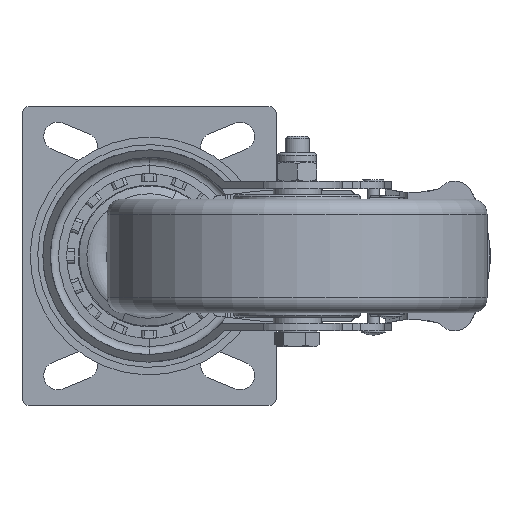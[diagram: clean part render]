
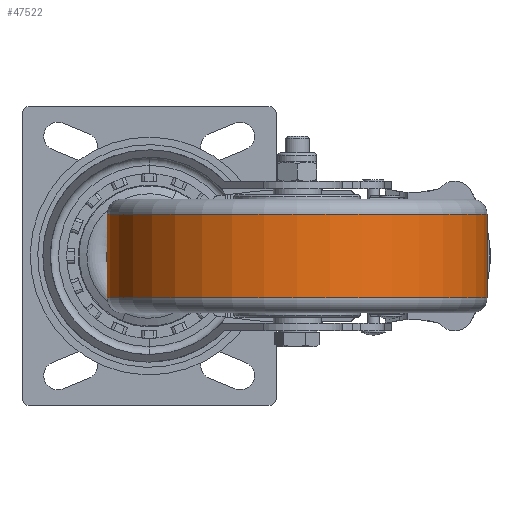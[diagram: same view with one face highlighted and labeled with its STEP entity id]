
A CAD part, front view. The second image highlights one B-rep face of the part: STEP entity #47522.
In plain terms, the highlighted cylindrical face has radius 63.5 mm (diameter 127 mm), a partial arc.
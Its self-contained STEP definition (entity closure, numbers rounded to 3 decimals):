
#69 = VECTOR ( 'NONE', #51867, 1000. ) ;
#3051 = EDGE_CURVE ( 'NONE', #6870, #31939, #51199, .T. ) ;
#4786 = EDGE_CURVE ( 'NONE', #38526, #13741, #26032, .T. ) ;
#6645 = FACE_OUTER_BOUND ( 'NONE', #33100, .T. ) ;
#6870 = VERTEX_POINT ( 'NONE', #23021 ) ;
#8402 = ORIENTED_EDGE ( 'NONE', *, *, #37588, .T. ) ;
#8813 = CARTESIAN_POINT ( 'NONE',  ( 49.5, -94.5, 32.226 ) ) ;
#8916 = CARTESIAN_POINT ( 'NONE',  ( 113., -94.5, 32.226 ) ) ;
#11499 = CYLINDRICAL_SURFACE ( 'NONE', #13169, 63.5 ) ;
#13169 = AXIS2_PLACEMENT_3D ( 'NONE', #8813, #44529, #40267 ) ;
#13741 = VERTEX_POINT ( 'NONE', #53213 ) ;
#13875 = DIRECTION ( 'NONE',  ( 0., 0., -1. ) ) ;
#20619 = CARTESIAN_POINT ( 'NONE',  ( -14., -94.5, -14. ) ) ;
#22293 = CARTESIAN_POINT ( 'NONE',  ( -14., -94.5, 14. ) ) ;
#22633 = CARTESIAN_POINT ( 'NONE',  ( 49.5, -94.5, 14. ) ) ;
#23021 = CARTESIAN_POINT ( 'NONE',  ( 113., -94.5, 14. ) ) ;
#25508 = EDGE_CURVE ( 'NONE', #38526, #31939, #31492, .T. ) ;
#25939 = AXIS2_PLACEMENT_3D ( 'NONE', #51108, #29464, #47036 ) ;
#26032 = CIRCLE ( 'NONE', #25939, 63.5 ) ;
#29464 = DIRECTION ( 'NONE',  ( 0., 0., 1. ) ) ;
#30015 = CARTESIAN_POINT ( 'NONE',  ( -14., -94.5, 32.226 ) ) ;
#31492 = LINE ( 'NONE', #30015, #69 ) ;
#31939 = VERTEX_POINT ( 'NONE', #22293 ) ;
#33100 = EDGE_LOOP ( 'NONE', ( #46093, #40678, #8402, #57108 ) ) ;
#34110 = AXIS2_PLACEMENT_3D ( 'NONE', #22633, #13875, #37305 ) ;
#37305 = DIRECTION ( 'NONE',  ( 1., 0., 0. ) ) ;
#37588 = EDGE_CURVE ( 'NONE', #13741, #6870, #57183, .T. ) ;
#38526 = VERTEX_POINT ( 'NONE', #20619 ) ;
#40267 = DIRECTION ( 'NONE',  ( 1., 0., 0. ) ) ;
#40678 = ORIENTED_EDGE ( 'NONE', *, *, #4786, .T. ) ;
#42595 = VECTOR ( 'NONE', #44434, 1000. ) ;
#44434 = DIRECTION ( 'NONE',  ( 0., 0., 1. ) ) ;
#44529 = DIRECTION ( 'NONE',  ( 0., 0., 1. ) ) ;
#46093 = ORIENTED_EDGE ( 'NONE', *, *, #25508, .F. ) ;
#47036 = DIRECTION ( 'NONE',  ( -1., 0., 0. ) ) ;
#47522 = ADVANCED_FACE ( 'NONE', ( #6645 ), #11499, .T. ) ;
#51108 = CARTESIAN_POINT ( 'NONE',  ( 49.5, -94.5, -14. ) ) ;
#51199 = CIRCLE ( 'NONE', #34110, 63.5 ) ;
#51867 = DIRECTION ( 'NONE',  ( 0., 0., 1. ) ) ;
#53213 = CARTESIAN_POINT ( 'NONE',  ( 113., -94.5, -14. ) ) ;
#57108 = ORIENTED_EDGE ( 'NONE', *, *, #3051, .T. ) ;
#57183 = LINE ( 'NONE', #8916, #42595 ) ;
